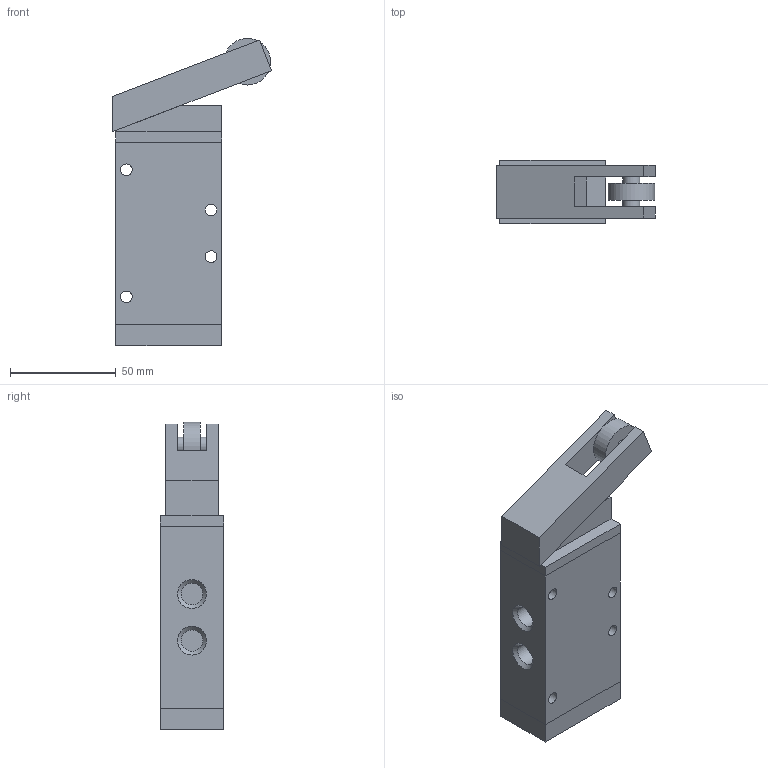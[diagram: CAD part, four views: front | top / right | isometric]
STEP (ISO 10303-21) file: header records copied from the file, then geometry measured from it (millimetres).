
FILE_DESCRIPTION((''),'2;1');
FILE_NAME('224_52_2_1.stp','2006-12-19T11:36:35',('rivolro1'),(''),'Autodesk Inventor 11','Autodesk Inventor 11','');
FILE_SCHEMA(('AUTOMOTIVE_DESIGN { 1 0 10303 214 1 1 1 1 }'));
Length unit declared in the file: millimetre
Products named in the file (1): 224_52_2_1
Bounding box: 75 x 30 x 145 mm (x, y, z)
Volume: 176604.1 mm3; surface area: 31295.1 mm2
Topology: 1 solids, 1 shells, 54 faces, 121 edges, 79 vertices
Faces by surface type: plane 32, bspline 15, cylinder 7
Full cylindrical faces by diameter (mm): 5.5 x4, 8 x2, 22 x1
Entity records: 1582 total; most frequent: CARTESIAN_POINT 423, DIRECTION 213, ORIENTED_EDGE 208, EDGE_CURVE 104, EDGE_LOOP 91, VERTEX_POINT 79, VECTOR 75, LINE 75
